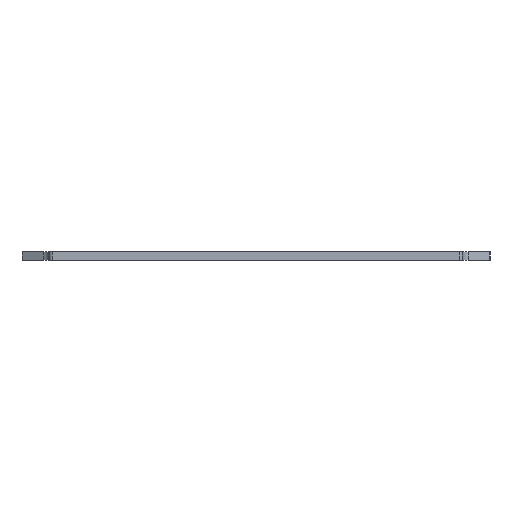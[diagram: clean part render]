
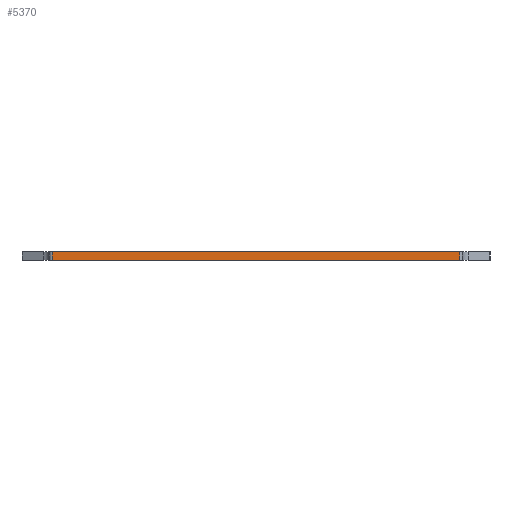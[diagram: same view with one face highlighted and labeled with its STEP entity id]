
A CAD part, left-side view. The second image highlights one B-rep face of the part: STEP entity #5370.
In plain terms, the highlighted planar face has unit normal (-1, 0, 0).
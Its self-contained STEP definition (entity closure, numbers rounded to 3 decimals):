
#368=FACE_OUTER_BOUND('',#620,.T.);
#620=EDGE_LOOP('',(#4321,#4322,#4323,#4324));
#1390=LINE('',#8344,#2108);
#1391=LINE('',#8347,#2109);
#1392=LINE('',#8349,#2110);
#1393=LINE('',#8350,#2111);
#2108=VECTOR('',#6842,10.);
#2109=VECTOR('',#6845,10.);
#2110=VECTOR('',#6846,10.);
#2111=VECTOR('',#6847,10.);
#2613=VERTEX_POINT('',#8340);
#2614=VERTEX_POINT('',#8342);
#2615=VERTEX_POINT('',#8346);
#2616=VERTEX_POINT('',#8348);
#3342=EDGE_CURVE('',#2613,#2614,#1390,.T.);
#3343=EDGE_CURVE('',#2613,#2615,#1391,.T.);
#3344=EDGE_CURVE('',#2616,#2614,#1392,.T.);
#3345=EDGE_CURVE('',#2615,#2616,#1393,.T.);
#4321=ORIENTED_EDGE('',*,*,#3343,.F.);
#4322=ORIENTED_EDGE('',*,*,#3342,.T.);
#4323=ORIENTED_EDGE('',*,*,#3344,.F.);
#4324=ORIENTED_EDGE('',*,*,#3345,.F.);
#5126=PLANE('',#5640);
#5370=ADVANCED_FACE('',(#368),#5126,.T.);
#5640=AXIS2_PLACEMENT_3D('',#8345,#6843,#6844);
#6842=DIRECTION('',(0.,0.,-1.));
#6843=DIRECTION('center_axis',(-1.,0.,0.));
#6844=DIRECTION('ref_axis',(0.,1.,0.));
#6845=DIRECTION('',(0.,-1.,0.));
#6846=DIRECTION('',(0.,1.,0.));
#6847=DIRECTION('',(0.,0.,-1.));
#8340=CARTESIAN_POINT('',(189.377,-173.502,0.));
#8342=CARTESIAN_POINT('',(189.377,-173.502,-1.5));
#8344=CARTESIAN_POINT('',(189.377,-173.502,0.));
#8345=CARTESIAN_POINT('Origin',(189.377,-247.652,0.));
#8346=CARTESIAN_POINT('',(189.377,-247.652,0.));
#8347=CARTESIAN_POINT('',(189.377,-173.502,0.));
#8348=CARTESIAN_POINT('',(189.377,-247.652,-1.5));
#8349=CARTESIAN_POINT('',(189.377,-173.502,-1.5));
#8350=CARTESIAN_POINT('',(189.377,-247.652,0.));
